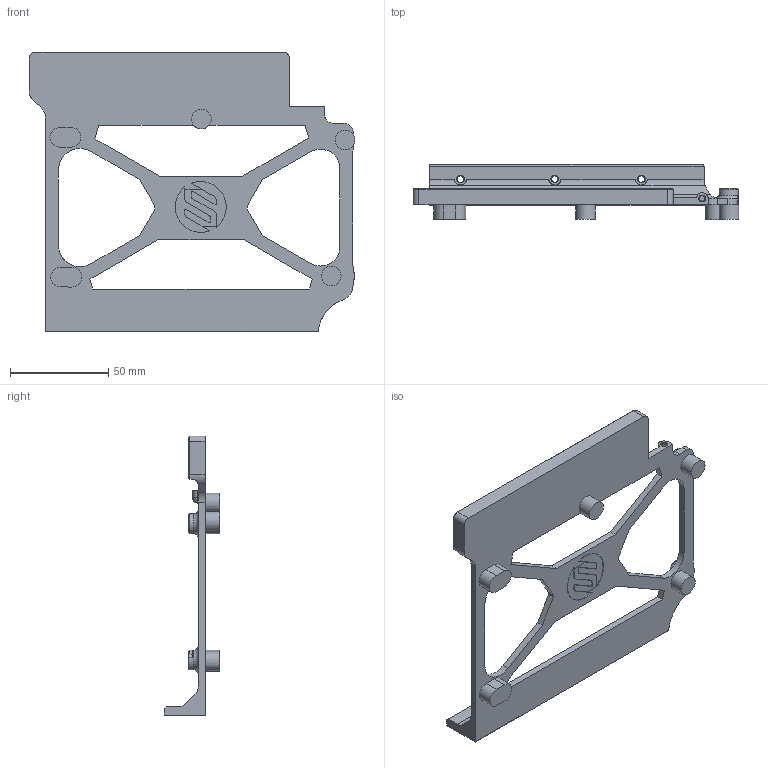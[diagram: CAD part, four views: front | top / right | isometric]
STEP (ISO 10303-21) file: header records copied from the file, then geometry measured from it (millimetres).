
FILE_DESCRIPTION(/* description */ (''),/* implementation_level */ '2;1');
FILE_NAME(/* name */ 'FYSETC Spider V3 Mount.step',/* time_stamp */ '2024-10-27T23:47:55Z',/* author */ (''),/* organization */ (''),/* preprocessor_version */ 'ST-DEVELOPER v20',/* originating_system */ 'Autodesk Translation Framework v13.20.0.188',/* authorisation */ '');
FILE_SCHEMA (('AUTOMOTIVE_DESIGN { 1 0 10303 214 3 1 1 }'));
Length unit declared in the file: millimetre
Products named in the file (1): (Unsaved)
Bounding box: 166.14 x 28.3 x 142.72 mm (x, y, z)
Volume: 78371.4 mm3; surface area: 39759.3 mm2
Topology: 6 solids, 6 shells, 492 faces, 1343 edges, 887 vertices
Faces by surface type: plane 202, bspline 199, cylinder 62, cone 20, torus 8, sphere 1
Full cylindrical faces by diameter (mm): 2.7 x1, 3.3 x3, 4.3 x4, 4.4 x2, 9.999 x3, 10 x3
Entity records: 17979 total; most frequent: CARTESIAN_POINT 6727, ORIENTED_EDGE 2678, DIRECTION 1676, EDGE_CURVE 1339, VERTEX_POINT 887, LINE 748, VECTOR 748, EDGE_LOOP 534
